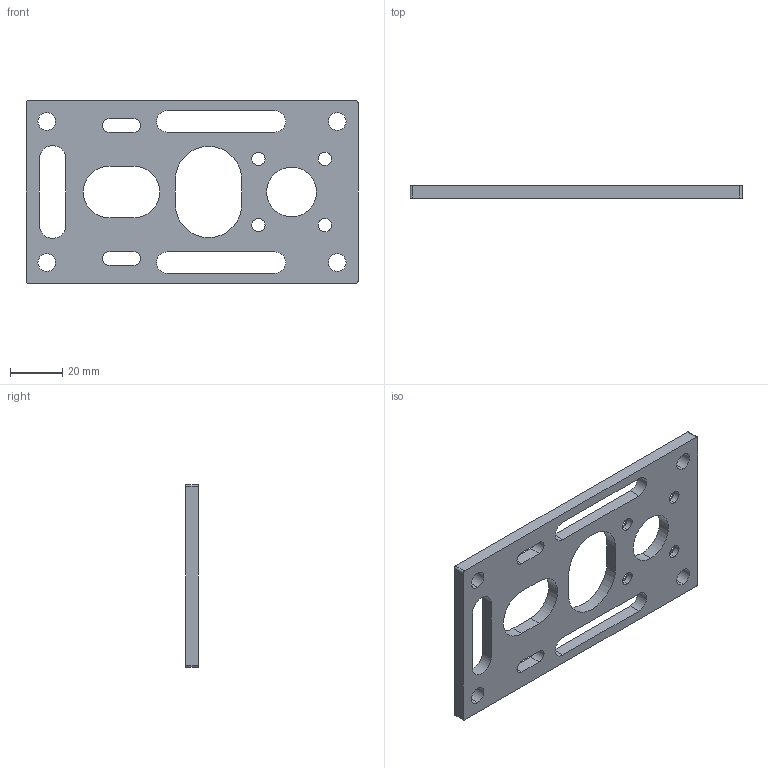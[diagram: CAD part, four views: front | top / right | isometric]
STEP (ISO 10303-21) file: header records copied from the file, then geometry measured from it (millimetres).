
FILE_DESCRIPTION (( 'STEP AP203' ), '1' );
FILE_NAME ('am-3251 DART Base Plate REV2.STEP', '2018-05-11T14:44:45', ( '' ), ( '' ), 'SwSTEP 2.0', 'SolidWorks 2017', '' );
FILE_SCHEMA (( 'CONFIG_CONTROL_DESIGN' ));
Length unit declared in the file: inch
Products named in the file (1): am-3251 DART Base Plate REV2
Bounding box: 127 x 4.76 x 69.85 mm (x, y, z)
Volume: 27697.7 mm3; surface area: 17144 mm2
Topology: 1 solids, 1 shells, 66 faces, 184 edges, 120 vertices
Faces by surface type: cylinder 38, plane 20, cone 8
Entity records: 2291 total; most frequent: DIRECTION 402, CARTESIAN_POINT 371, ORIENTED_EDGE 368, EDGE_CURVE 184, AXIS2_PLACEMENT_3D 151, VERTEX_POINT 120, LINE 100, VECTOR 100
